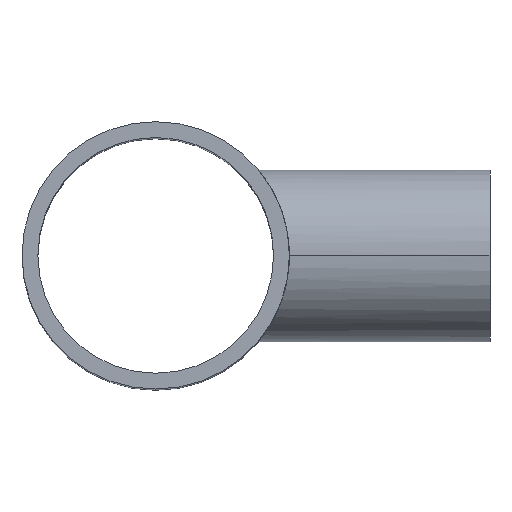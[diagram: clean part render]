
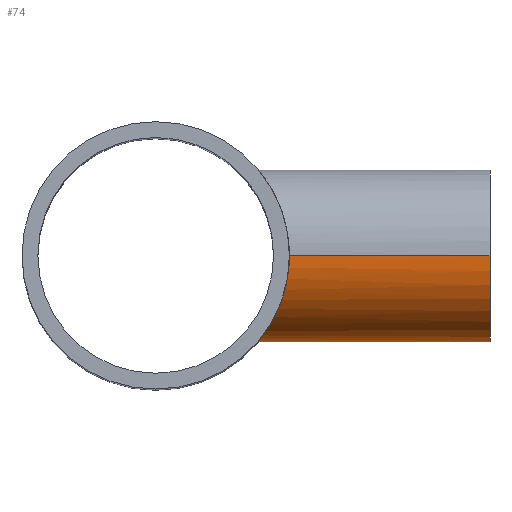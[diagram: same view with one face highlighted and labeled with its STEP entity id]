
A CAD part, top view. The second image highlights one B-rep face of the part: STEP entity #74.
In plain terms, the highlighted cylindrical face has radius 45 mm (diameter 90 mm), a partial arc.
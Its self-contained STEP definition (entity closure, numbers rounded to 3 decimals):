
#4 = DIRECTION ( 'NONE',  ( -1., 0., 0. ) ) ;
#10 = DIRECTION ( 'NONE',  ( 0., 0., -1. ) ) ;
#12 = CARTESIAN_POINT ( 'NONE',  ( 67.388, -18.955, -40.82 ) ) ;
#14 = CARTESIAN_POINT ( 'NONE',  ( 175., 0., 0. ) ) ;
#33 = CARTESIAN_POINT ( 'NONE',  ( 63.344, -29.876, 33.772 ) ) ;
#35 = CARTESIAN_POINT ( 'NONE',  ( 67.054, -20.288, 40.275 ) ) ;
#39 = CARTESIAN_POINT ( 'NONE',  ( 53.62, -44.999, 0.803 ) ) ;
#41 = CARTESIAN_POINT ( 'NONE',  ( 61.279, -33.852, 29.683 ) ) ;
#44 = CARTESIAN_POINT ( 'NONE',  ( 64.349, -27.676, 35.603 ) ) ;
#47 = CARTESIAN_POINT ( 'NONE',  ( 69.741, -6.066, -44.596 ) ) ;
#49 = CARTESIAN_POINT ( 'NONE',  ( 69.593, -7.572, -44.365 ) ) ;
#57 = CARTESIAN_POINT ( 'NONE',  ( 68.464, -14.854, -42.582 ) ) ;
#59 = LINE ( 'NONE', #524, #247 ) ;
#74 = ADVANCED_FACE ( 'NONE', ( #129 ), #649, .T. ) ;
#83 = CARTESIAN_POINT ( 'NONE',  ( 53.703, -44.9, 3.102 ) ) ;
#85 = CARTESIAN_POINT ( 'NONE',  ( 61.269, -33.932, -29.697 ) ) ;
#87 = CARTESIAN_POINT ( 'NONE',  ( 65.735, -24.094, -38.033 ) ) ;
#90 = CARTESIAN_POINT ( 'NONE',  ( 68.99, -11.939, 43.413 ) ) ;
#110 = VERTEX_POINT ( 'NONE', #167 ) ;
#115 = ORIENTED_EDGE ( 'NONE', *, *, #393, .T. ) ;
#117 = CARTESIAN_POINT ( 'NONE',  ( 175., 0., 0. ) ) ;
#129 = FACE_OUTER_BOUND ( 'NONE', #571, .T. ) ;
#133 = EDGE_CURVE ( 'NONE', #625, #401, #59, .T. ) ;
#135 = CARTESIAN_POINT ( 'NONE',  ( 53.876, -44.699, -6.01 ) ) ;
#137 = CARTESIAN_POINT ( 'NONE',  ( 63.341, -29.822, -33.729 ) ) ;
#139 = CARTESIAN_POINT ( 'NONE',  ( 56.818, -40.888, -18.807 ) ) ;
#143 = CARTESIAN_POINT ( 'NONE',  ( 54.621, -43.779, -10.441 ) ) ;
#145 = CARTESIAN_POINT ( 'NONE',  ( 66.217, -22.848, 38.878 ) ) ;
#146 = CARTESIAN_POINT ( 'NONE',  ( 70., 0., -45. ) ) ;
#163 = DIRECTION ( 'NONE',  ( -1., 0., 0. ) ) ;
#167 = CARTESIAN_POINT ( 'NONE',  ( 175., 0., 45. ) ) ;
#182 = EDGE_CURVE ( 'NONE', #110, #625, #373, .T. ) ;
#184 = CARTESIAN_POINT ( 'NONE',  ( 68.429, -14.819, 42.517 ) ) ;
#189 = CARTESIAN_POINT ( 'NONE',  ( 55.975, -42.039, -16.12 ) ) ;
#192 = CARTESIAN_POINT ( 'NONE',  ( 66.799, -20.938, -39.839 ) ) ;
#195 = CARTESIAN_POINT ( 'NONE',  ( 70., -3.07, 45. ) ) ;
#228 = AXIS2_PLACEMENT_3D ( 'NONE', #14, #317, #10 ) ;
#234 = CARTESIAN_POINT ( 'NONE',  ( 55.591, -42.544, -14.739 ) ) ;
#236 = CARTESIAN_POINT ( 'NONE',  ( 58.207, -38.929, 22.752 ) ) ;
#242 = CARTESIAN_POINT ( 'NONE',  ( 62.83, -30.883, -32.762 ) ) ;
#245 = CARTESIAN_POINT ( 'NONE',  ( 59.465, -36.934, 25.718 ) ) ;
#247 = VECTOR ( 'NONE', #163, 1000. ) ;
#248 = CARTESIAN_POINT ( 'NONE',  ( 69.803, -5.304, -44.693 ) ) ;
#258 = CARTESIAN_POINT ( 'NONE',  ( 70., -1.513, -45. ) ) ;
#281 = AXIS2_PLACEMENT_3D ( 'NONE', #117, #324, #314 ) ;
#286 = CARTESIAN_POINT ( 'NONE',  ( 53.617, -45.003, -3.009 ) ) ;
#293 = CARTESIAN_POINT ( 'NONE',  ( 56.212, -41.717, 16.889 ) ) ;
#296 = CARTESIAN_POINT ( 'NONE',  ( 70., 0., 45. ) ) ;
#314 = DIRECTION ( 'NONE',  ( 0., 0., 1. ) ) ;
#316 = ORIENTED_EDGE ( 'NONE', *, *, #133, .F. ) ;
#317 = DIRECTION ( 'NONE',  ( 1., 0., 0. ) ) ;
#324 = DIRECTION ( 'NONE',  ( -1., 0., 0. ) ) ;
#333 = CARTESIAN_POINT ( 'NONE',  ( 60.218, -35.74, -27.493 ) ) ;
#336 = CARTESIAN_POINT ( 'NONE',  ( 64.333, -27.618, -35.557 ) ) ;
#339 = CARTESIAN_POINT ( 'NONE',  ( 66.176, -22.861, -38.788 ) ) ;
#344 = CARTESIAN_POINT ( 'NONE',  ( 57.267, -40.257, -20.122 ) ) ;
#373 = CIRCLE ( 'NONE', #228, 45. ) ;
#383 = CARTESIAN_POINT ( 'NONE',  ( 69.226, -10.484, 43.787 ) ) ;
#386 = CARTESIAN_POINT ( 'NONE',  ( 61.8, -32.894, 30.741 ) ) ;
#389 = CARTESIAN_POINT ( 'NONE',  ( 53.753, -44.84, 3.861 ) ) ;
#392 = CARTESIAN_POINT ( 'NONE',  ( 58.705, -38.139, -23.926 ) ) ;
#393 = EDGE_CURVE ( 'NONE', #518, #401, #471, .T. ) ;
#399 = CARTESIAN_POINT ( 'NONE',  ( 60.497, -35.219, 28.02 ) ) ;
#400 = CARTESIAN_POINT ( 'NONE',  ( 67.576, -18.276, -41.128 ) ) ;
#401 = VERTEX_POINT ( 'NONE', #467 ) ;
#408 = VECTOR ( 'NONE', #4, 1000. ) ;
#440 = CARTESIAN_POINT ( 'NONE',  ( 56.601, -41.188, -18.141 ) ) ;
#445 = CARTESIAN_POINT ( 'NONE',  ( 55.627, -42.494, 14.826 ) ) ;
#447 = CARTESIAN_POINT ( 'NONE',  ( 60.236, -35.663, 27.453 ) ) ;
#450 = CARTESIAN_POINT ( 'NONE',  ( 54.626, -43.774, 10.538 ) ) ;
#454 = CARTESIAN_POINT ( 'NONE',  ( 57.255, -40.297, 20.239 ) ) ;
#467 = CARTESIAN_POINT ( 'NONE',  ( 70., 0., -45. ) ) ;
#471 = B_SPLINE_CURVE_WITH_KNOTS ( 'NONE', 3,
 ( #296, #195, #553, #383, #90, #184, #604, #35, #145, #44, #33, #386, #41, #399, #447, #497, #245, #236, #454, #293, #657, #445, #655, #660, #450, #610, #549, #389, #83, #659, #39, #286, #135, #495, #143, #651, #599, #234, #189, #440, #139, #344, #503, #602, #392, #333, #85, #242, #137, #336, #500, #87, #339, #192, #570, #12, #400, #57, #622, #513, #49, #47, #248, #613, #258, #146 ),
 .UNSPECIFIED., .F., .F.,
 ( 4, 2, 2, 2, 2, 2, 2, 2, 2, 2, 2, 2, 2, 2, 2, 2, 2, 2, 2, 2, 2, 2, 2, 2, 2, 2, 2, 2, 2, 2, 2, 2, 4 ),
 ( 0., 0.009, 0.014, 0.018, 0.027, 0.036, 0.041, 0.043, 0.045, 0.054, 0.057, 0.059, 0.063, 0.068, 0.07, 0.073, 0.082, 0.084, 0.086, 0.091, 0.093, 0.095, 0.1, 0.109, 0.113, 0.118, 0.122, 0.125, 0.127, 0.136, 0.138, 0.14, 0.145 ),
 .UNSPECIFIED. ) ;
#475 = ORIENTED_EDGE ( 'NONE', *, *, #501, .T. ) ;
#495 = CARTESIAN_POINT ( 'NONE',  ( 54.485, -43.948, -9.703 ) ) ;
#497 = CARTESIAN_POINT ( 'NONE',  ( 59.72, -36.52, 26.302 ) ) ;
#498 = CARTESIAN_POINT ( 'NONE',  ( 175., 0., -45. ) ) ;
#500 = CARTESIAN_POINT ( 'NONE',  ( 64.814, -26.473, -36.418 ) ) ;
#501 = EDGE_CURVE ( 'NONE', #110, #518, #564, .T. ) ;
#503 = CARTESIAN_POINT ( 'NONE',  ( 57.499, -39.925, -20.773 ) ) ;
#513 = CARTESIAN_POINT ( 'NONE',  ( 69.508, -8.318, -44.231 ) ) ;
#518 = VERTEX_POINT ( 'NONE', #562 ) ;
#524 = CARTESIAN_POINT ( 'NONE',  ( 175., 0., -45. ) ) ;
#549 = CARTESIAN_POINT ( 'NONE',  ( 53.947, -44.607, 6.122 ) ) ;
#553 = CARTESIAN_POINT ( 'NONE',  ( 69.799, -6.073, 44.689 ) ) ;
#562 = CARTESIAN_POINT ( 'NONE',  ( 70., 0., 45. ) ) ;
#564 = LINE ( 'NONE', #617, #408 ) ;
#570 = CARTESIAN_POINT ( 'NONE',  ( 67., -20.286, -40.175 ) ) ;
#571 = EDGE_LOOP ( 'NONE', ( #316, #629, #475, #115 ) ) ;
#599 = CARTESIAN_POINT ( 'NONE',  ( 55.078, -43.203, -12.613 ) ) ;
#602 = CARTESIAN_POINT ( 'NONE',  ( 58.212, -38.886, -22.694 ) ) ;
#604 = CARTESIAN_POINT ( 'NONE',  ( 68.11, -16.215, 42.003 ) ) ;
#610 = CARTESIAN_POINT ( 'NONE',  ( 54.137, -44.377, 7.608 ) ) ;
#613 = CARTESIAN_POINT ( 'NONE',  ( 69.951, -3.028, -44.924 ) ) ;
#617 = CARTESIAN_POINT ( 'NONE',  ( 175., 0., 45. ) ) ;
#622 = CARTESIAN_POINT ( 'NONE',  ( 69.026, -12.012, -43.472 ) ) ;
#625 = VERTEX_POINT ( 'NONE', #498 ) ;
#629 = ORIENTED_EDGE ( 'NONE', *, *, #182, .F. ) ;
#649 = CYLINDRICAL_SURFACE ( 'NONE', #281, 45. ) ;
#651 = CARTESIAN_POINT ( 'NONE',  ( 54.918, -43.406, -11.895 ) ) ;
#655 = CARTESIAN_POINT ( 'NONE',  ( 55.443, -42.733, 14.121 ) ) ;
#657 = CARTESIAN_POINT ( 'NONE',  ( 56.011, -41.986, 16.209 ) ) ;
#659 = CARTESIAN_POINT ( 'NONE',  ( 53.637, -44.979, 1.572 ) ) ;
#660 = CARTESIAN_POINT ( 'NONE',  ( 54.924, -43.401, 11.983 ) ) ;
